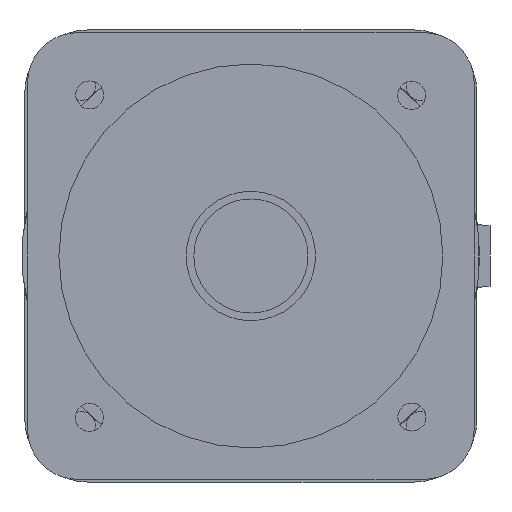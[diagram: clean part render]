
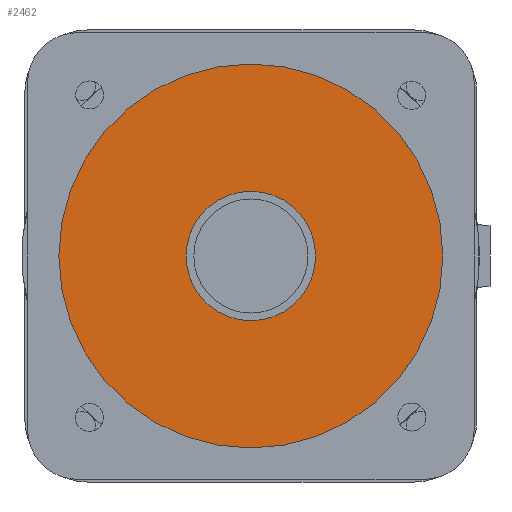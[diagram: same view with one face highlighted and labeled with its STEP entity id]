
A CAD part, front view. The second image highlights one B-rep face of the part: STEP entity #2462.
In plain terms, the highlighted face is planar.
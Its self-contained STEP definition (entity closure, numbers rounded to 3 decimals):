
#11 = CARTESIAN_POINT ( 'NONE',  ( 0., 0., 7. ) ) ;
#331 = CIRCLE ( 'NONE', #7564, 27.6 ) ;
#378 = EDGE_LOOP ( 'NONE', ( #4286, #2219 ) ) ;
#686 = VERTEX_POINT ( 'NONE', #5705 ) ;
#1082 = EDGE_CURVE ( 'NONE', #12145, #12494, #331, .T. ) ;
#1479 = DIRECTION ( 'NONE',  ( 1., 0., 0. ) ) ;
#1552 = DIRECTION ( 'NONE',  ( 0., 0., 1. ) ) ;
#2219 = ORIENTED_EDGE ( 'NONE', *, *, #8721, .T. ) ;
#2462 = ADVANCED_FACE ( 'NONE', ( #10044, #6797 ), #11394, .T. ) ;
#2766 = CARTESIAN_POINT ( 'NONE',  ( 0., 0., 7. ) ) ;
#3528 = ORIENTED_EDGE ( 'NONE', *, *, #6718, .F. ) ;
#4251 = CIRCLE ( 'NONE', #4968, 9.3 ) ;
#4286 = ORIENTED_EDGE ( 'NONE', *, *, #1082, .T. ) ;
#4336 = AXIS2_PLACEMENT_3D ( 'NONE', #2766, #5242, #9692 ) ;
#4968 = AXIS2_PLACEMENT_3D ( 'NONE', #11940, #1552, #1479 ) ;
#5242 = DIRECTION ( 'NONE',  ( 0., 0., 1. ) ) ;
#5705 = CARTESIAN_POINT ( 'NONE',  ( -9.3, 0., 7. ) ) ;
#5974 = DIRECTION ( 'NONE',  ( 0., 0., 1. ) ) ;
#6718 = EDGE_CURVE ( 'NONE', #686, #8896, #9392, .T. ) ;
#6797 = FACE_BOUND ( 'NONE', #9294, .T. ) ;
#7564 = AXIS2_PLACEMENT_3D ( 'NONE', #8030, #10420, #12621 ) ;
#7697 = AXIS2_PLACEMENT_3D ( 'NONE', #9225, #5974, #10342 ) ;
#7980 = ORIENTED_EDGE ( 'NONE', *, *, #13803, .F. ) ;
#8030 = CARTESIAN_POINT ( 'NONE',  ( 0., 0., 7. ) ) ;
#8721 = EDGE_CURVE ( 'NONE', #12494, #12145, #14199, .T. ) ;
#8845 = DIRECTION ( 'NONE',  ( 0., 0., 1. ) ) ;
#8896 = VERTEX_POINT ( 'NONE', #11315 ) ;
#9225 = CARTESIAN_POINT ( 'NONE',  ( 0., 0., 7. ) ) ;
#9294 = EDGE_LOOP ( 'NONE', ( #3528, #7980 ) ) ;
#9392 = CIRCLE ( 'NONE', #4336, 9.3 ) ;
#9692 = DIRECTION ( 'NONE',  ( 1., 0., 0. ) ) ;
#10044 = FACE_OUTER_BOUND ( 'NONE', #378, .T. ) ;
#10342 = DIRECTION ( 'NONE',  ( 1., 0., 0. ) ) ;
#10420 = DIRECTION ( 'NONE',  ( 0., 0., 1. ) ) ;
#10671 = CARTESIAN_POINT ( 'NONE',  ( -27.6, 0., 7. ) ) ;
#11315 = CARTESIAN_POINT ( 'NONE',  ( 9.3, 0., 7. ) ) ;
#11394 = PLANE ( 'NONE',  #14895 ) ;
#11502 = CARTESIAN_POINT ( 'NONE',  ( 27.6, 0., 7. ) ) ;
#11940 = CARTESIAN_POINT ( 'NONE',  ( 0., 0., 7. ) ) ;
#12145 = VERTEX_POINT ( 'NONE', #10671 ) ;
#12494 = VERTEX_POINT ( 'NONE', #11502 ) ;
#12621 = DIRECTION ( 'NONE',  ( 1., 0., 0. ) ) ;
#13451 = DIRECTION ( 'NONE',  ( 1., 0., 0. ) ) ;
#13803 = EDGE_CURVE ( 'NONE', #8896, #686, #4251, .T. ) ;
#14199 = CIRCLE ( 'NONE', #7697, 27.6 ) ;
#14895 = AXIS2_PLACEMENT_3D ( 'NONE', #11, #8845, #13451 ) ;
